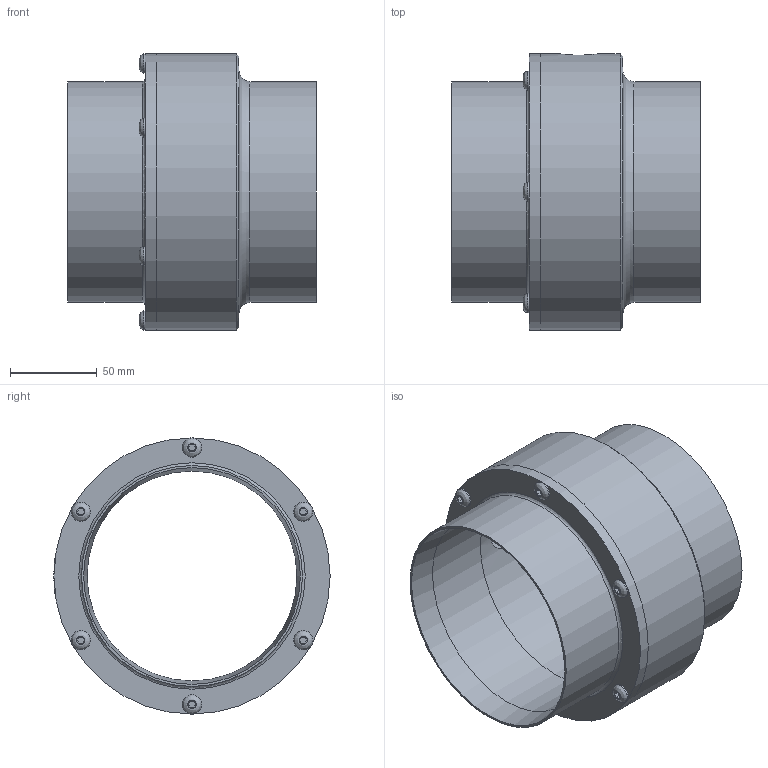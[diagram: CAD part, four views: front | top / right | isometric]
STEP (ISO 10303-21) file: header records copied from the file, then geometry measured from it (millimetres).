
FILE_DESCRIPTION((''),'2;1');
FILE_NAME('6088-3D.stp','2009-04-28T11:26:42',('Dan Preston'),(''),'Autodesk Inventor 2009','Autodesk Inventor 2009','');
FILE_SCHEMA(('AUTOMOTIVE_DESIGN { 1 0 10303 214 1 1 1 1 }'));
Length unit declared in the file: inch
Products named in the file (9): 6068-3D; 6068-3D1; 6068-3D2; 6068-3D3; 6068-3D4; 6068-3D5; 6068-3D6; 6068-3D7; 6068-3D8
Assembly tree (8 placements, depth 2):
  6068-3D
    6068-3D1
    6068-3D2
    6068-3D3
    6068-3D4
    6068-3D5
    6068-3D6
    6068-3D7
    6068-3D8
Bounding box: 142.88 x 158.75 x 158.75 mm (x, y, z)
Volume: 550560.4 mm3; surface area: 157762.5 mm2
Topology: 8 solids, 8 shells, 138 faces, 293 edges, 191 vertices
Faces by surface type: bspline 86, cylinder 26, plane 16, cone 9, torus 1
Full cylindrical faces by diameter (mm): 5.156 x6, 6.35 x6, 7.137 x6, 120.65 x2, 127 x2, 137.16 x2, 158.75 x2
Entity records: 4139 total; most frequent: CARTESIAN_POINT 1442, DIRECTION 438, ORIENTED_EDGE 418, EDGE_LOOP 240, EDGE_CURVE 209, VERTEX_POINT 171, AXIS2_PLACEMENT_3D 164, FACE_OUTER_BOUND 138
